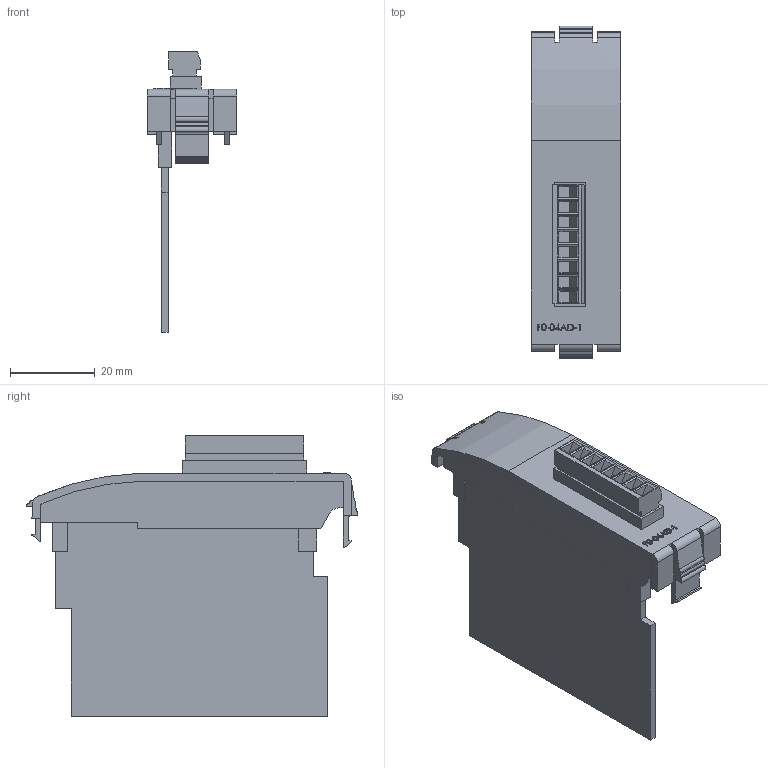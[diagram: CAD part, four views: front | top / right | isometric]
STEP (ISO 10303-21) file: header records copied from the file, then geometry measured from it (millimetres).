
FILE_DESCRIPTION (( 'STEP AP214' ), '1' );
FILE_NAME ('F0-04AD-1.STEP', '2011-02-02T20:09:55', ( '.ADC' ), ( 'ADC' ), 'SwSTEP 2.0', 'SolidWorks 2009', '' );
FILE_SCHEMA (( 'AUTOMOTIVE_DESIGN' ));
Length unit declared in the file: inch
Products named in the file (1): F0-04AD-1
Bounding box: 20.98 x 78.23 x 66.09 mm (x, y, z)
Volume: 12022.1 mm3; surface area: 14706.8 mm2
Topology: 2 solids, 2 shells, 308 faces, 824 edges, 542 vertices
Faces by surface type: plane 248, cylinder 35, bspline 25
Entity records: 13740 total; most frequent: CARTESIAN_POINT 3692, ORIENTED_EDGE 1648, DIRECTION 1425, EDGE_CURVE 824, VECTOR 691, LINE 691, VERTEX_POINT 542, AXIS2_PLACEMENT_3D 367
